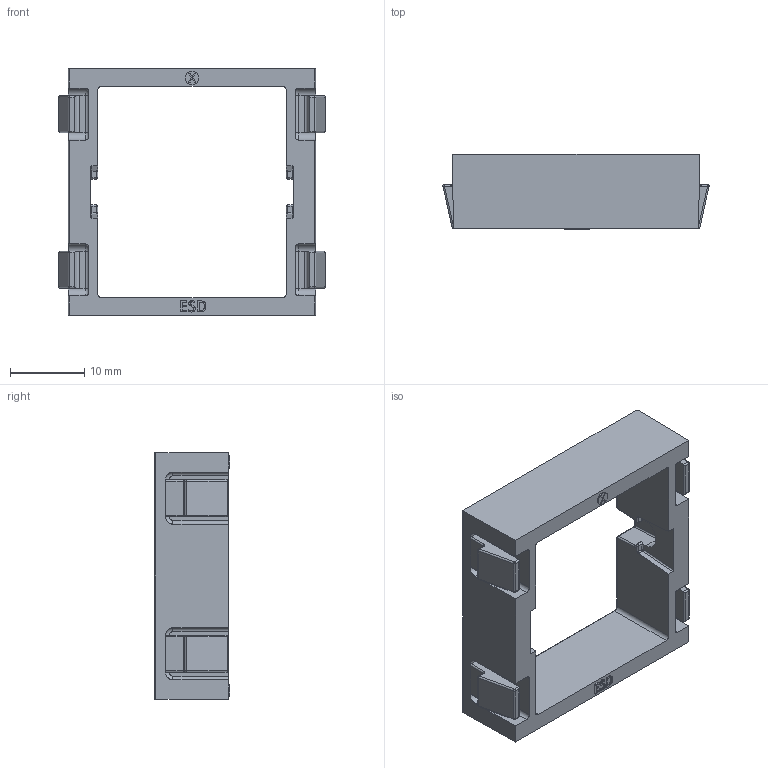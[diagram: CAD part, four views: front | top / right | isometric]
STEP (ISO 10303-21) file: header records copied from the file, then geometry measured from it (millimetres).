
FILE_DESCRIPTION (( 'STEP AP203' ), '1' );
FILE_NAME ('062ACR2891.33.STEP', '2015-09-11T13:41:48', ( 'Fath' ), ( 'Hewlett-Packard Company' ), 'SwSTEP 2.0', 'SolidWorks 2014', '' );
FILE_SCHEMA (( 'CONFIG_CONTROL_DESIGN' ));
Length unit declared in the file: millimetre
Products named in the file (1): 062ACR2891.33
Bounding box: 35.9 x 10.15 x 33.3 mm (x, y, z)
Volume: 3203.5 mm3; surface area: 3831.2 mm2
Topology: 1 solids, 1 shells, 345 faces, 868 edges, 495 vertices
Faces by surface type: cylinder 130, plane 105, bspline 54, sphere 34, torus 22
Entity records: 11987 total; most frequent: CARTESIAN_POINT 4322, ORIENTED_EDGE 1664, DIRECTION 1489, EDGE_CURVE 832, AXIS2_PLACEMENT_3D 525, VERTEX_POINT 495, LINE 439, VECTOR 439
